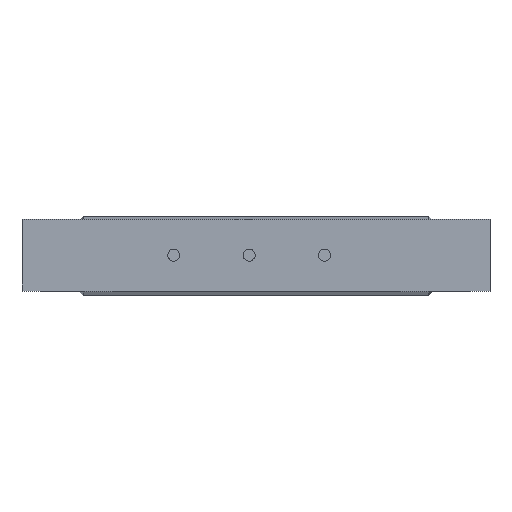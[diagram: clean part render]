
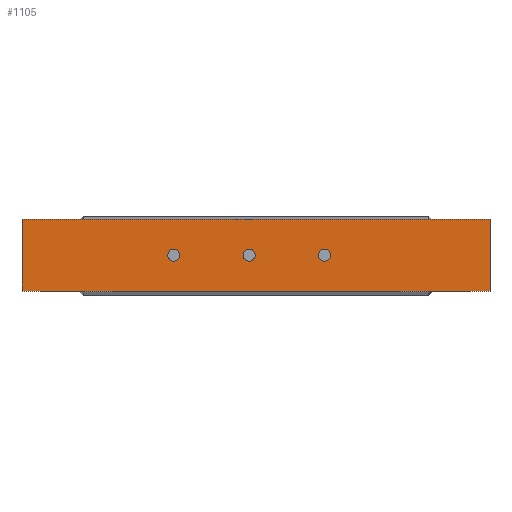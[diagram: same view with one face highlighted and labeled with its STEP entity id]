
A CAD part, top view. The second image highlights one B-rep face of the part: STEP entity #1105.
In plain terms, the highlighted planar face has unit normal (0, 0, 1).
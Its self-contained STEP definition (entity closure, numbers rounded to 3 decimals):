
#22=FACE_BOUND('',#198,.T.);
#23=FACE_BOUND('',#199,.T.);
#24=FACE_BOUND('',#200,.T.);
#76=PLANE('',#1192);
#135=FACE_OUTER_BOUND('',#197,.T.);
#197=EDGE_LOOP('',(#1029,#1030,#1031,#1032));
#198=EDGE_LOOP('',(#1033));
#199=EDGE_LOOP('',(#1034));
#200=EDGE_LOOP('',(#1035));
#218=LINE('',#1528,#357);
#327=LINE('',#1754,#466);
#339=LINE('',#1783,#478);
#340=LINE('',#1785,#479);
#357=VECTOR('',#1234,10.5);
#466=VECTOR('',#1433,10.5);
#478=VECTOR('',#1473,10.5);
#479=VECTOR('',#1476,10.5);
#482=CIRCLE('',#1124,1.75);
#484=CIRCLE('',#1127,1.75);
#486=CIRCLE('',#1130,1.75);
#492=VERTEX_POINT('',#1486);
#494=VERTEX_POINT('',#1492);
#496=VERTEX_POINT('',#1498);
#508=VERTEX_POINT('',#1525);
#509=VERTEX_POINT('',#1527);
#580=VERTEX_POINT('',#1751);
#581=VERTEX_POINT('',#1753);
#587=EDGE_CURVE('',#492,#492,#482,.T.);
#590=EDGE_CURVE('',#494,#494,#484,.T.);
#593=EDGE_CURVE('',#496,#496,#486,.T.);
#606=EDGE_CURVE('',#509,#508,#218,.T.);
#720=EDGE_CURVE('',#580,#581,#327,.T.);
#735=EDGE_CURVE('',#508,#581,#339,.T.);
#736=EDGE_CURVE('',#509,#580,#340,.T.);
#1029=ORIENTED_EDGE('',*,*,#606,.T.);
#1030=ORIENTED_EDGE('',*,*,#735,.T.);
#1031=ORIENTED_EDGE('',*,*,#720,.F.);
#1032=ORIENTED_EDGE('',*,*,#736,.F.);
#1033=ORIENTED_EDGE('',*,*,#587,.T.);
#1034=ORIENTED_EDGE('',*,*,#590,.T.);
#1035=ORIENTED_EDGE('',*,*,#593,.T.);
#1105=ADVANCED_FACE('',(#135,#22,#23,#24),#76,.T.);
#1124=AXIS2_PLACEMENT_3D('',#1488,#1202,#1203);
#1127=AXIS2_PLACEMENT_3D('',#1494,#1209,#1210);
#1130=AXIS2_PLACEMENT_3D('',#1500,#1216,#1217);
#1192=AXIS2_PLACEMENT_3D('',#1784,#1474,#1475);
#1202=DIRECTION('center_axis',(0.,0.,
-1.));
#1203=DIRECTION('ref_axis',(1.,0.,0.));
#1209=DIRECTION('center_axis',(0.,0.,
-1.));
#1210=DIRECTION('ref_axis',(1.,0.,0.));
#1216=DIRECTION('center_axis',(0.,0.,
-1.));
#1217=DIRECTION('ref_axis',(1.,0.,0.));
#1234=DIRECTION('',(1.,0.,0.));
#1433=DIRECTION('',(1.,0.,0.));
#1473=DIRECTION('',(0.,1.,0.));
#1474=DIRECTION('center_axis',(0.,0.,
1.));
#1475=DIRECTION('ref_axis',(1.,0.,0.));
#1476=DIRECTION('',(0.,1.,0.));
#1486=CARTESIAN_POINT('',(-23.75,-0.5,376.95));
#1488=CARTESIAN_POINT('Origin',(-22.,-0.5,376.95));
#1492=CARTESIAN_POINT('',(-1.75,-0.5,376.95));
#1494=CARTESIAN_POINT('Origin',(0.,-0.5,
376.95));
#1498=CARTESIAN_POINT('',(20.25,-0.5,376.95));
#1500=CARTESIAN_POINT('Origin',(22.,-0.5,376.95));
#1525=CARTESIAN_POINT('',(70.25,-11.,376.95));
#1527=CARTESIAN_POINT('',(-66.25,-11.,376.95));
#1528=CARTESIAN_POINT('',(-66.25,-11.,376.95));
#1751=CARTESIAN_POINT('',(-66.25,10.,376.95));
#1753=CARTESIAN_POINT('',(70.25,10.,376.95));
#1754=CARTESIAN_POINT('',(-66.25,10.,376.95));
#1783=CARTESIAN_POINT('',(70.25,-11.,376.95));
#1784=CARTESIAN_POINT('Origin',(-66.25,-11.,376.95));
#1785=CARTESIAN_POINT('',(-66.25,-11.,376.95));
